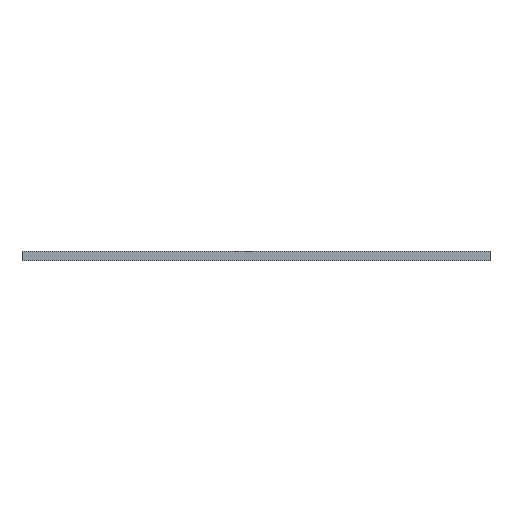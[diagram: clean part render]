
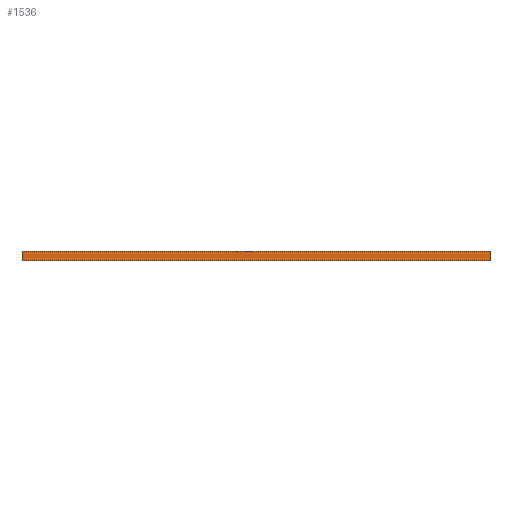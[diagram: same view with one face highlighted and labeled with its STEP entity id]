
A CAD part, front view. The second image highlights one B-rep face of the part: STEP entity #1536.
In plain terms, the highlighted planar face has unit normal (0, -1, 0).
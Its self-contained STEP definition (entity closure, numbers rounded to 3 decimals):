
#82=PLANE('',#1730);
#136=FACE_OUTER_BOUND('',#198,.T.);
#198=EDGE_LOOP('',(#1217,#1218,#1219,#1220));
#297=LINE('',#2491,#397);
#337=LINE('',#2603,#437);
#339=LINE('',#2606,#439);
#340=LINE('',#2607,#440);
#397=VECTOR('',#2033,1000.);
#437=VECTOR('',#2141,1000.);
#439=VECTOR('',#2145,1000.);
#440=VECTOR('',#2146,1000.);
#697=VERTEX_POINT('',#2489);
#698=VERTEX_POINT('',#2490);
#735=VERTEX_POINT('',#2600);
#736=VERTEX_POINT('',#2602);
#889=EDGE_CURVE('',#697,#698,#297,.T.);
#945=EDGE_CURVE('',#736,#735,#337,.T.);
#947=EDGE_CURVE('',#735,#698,#339,.T.);
#948=EDGE_CURVE('',#736,#697,#340,.T.);
#1217=ORIENTED_EDGE('',*,*,#945,.T.);
#1218=ORIENTED_EDGE('',*,*,#947,.T.);
#1219=ORIENTED_EDGE('',*,*,#889,.F.);
#1220=ORIENTED_EDGE('',*,*,#948,.F.);
#1536=ADVANCED_FACE('',(#136),#82,.T.);
#1730=AXIS2_PLACEMENT_3D('',#2605,#2143,#2144);
#2033=DIRECTION('',(0.,0.,1.));
#2141=DIRECTION('',(0.,0.,1.));
#2143=DIRECTION('center_axis',(0.,-1.,0.));
#2144=DIRECTION('ref_axis',(0.,0.,-1.));
#2145=DIRECTION('',(-1.,0.,0.));
#2146=DIRECTION('',(-1.,0.,0.));
#2489=CARTESIAN_POINT('',(33.5,59.877,-0.798));
#2490=CARTESIAN_POINT('',(33.5,59.877,0.));
#2491=CARTESIAN_POINT('',(33.5,59.877,-0.798));
#2600=CARTESIAN_POINT('',(73.5,59.877,0.));
#2602=CARTESIAN_POINT('',(73.5,59.877,-0.798));
#2603=CARTESIAN_POINT('',(73.5,59.877,-0.798));
#2605=CARTESIAN_POINT('Origin',(73.5,59.877,-0.798));
#2606=CARTESIAN_POINT('',(73.5,59.877,0.));
#2607=CARTESIAN_POINT('',(73.5,59.877,-0.798));
